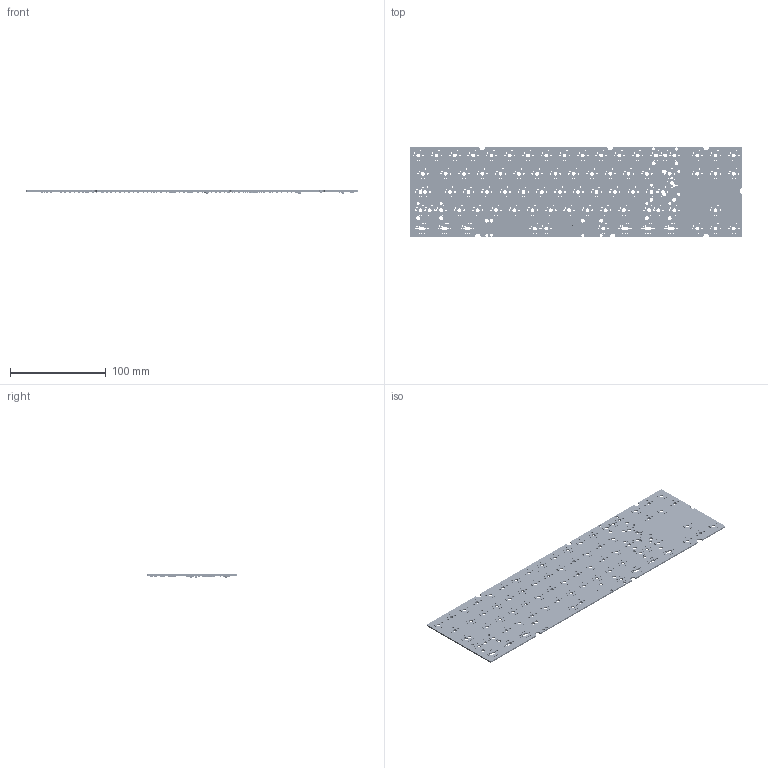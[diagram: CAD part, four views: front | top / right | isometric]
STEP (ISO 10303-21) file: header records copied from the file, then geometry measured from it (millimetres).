
FILE_DESCRIPTION(('KiCad electronic assembly'),'2;1');
FILE_NAME('cerberus.step','2024-09-25T15:00:10',('Pcbnew'),('Kicad'), 'Open CASCADE STEP processor 7.8','KiCad to STEP converter','Unknown' );
FILE_SCHEMA(('AUTOMOTIVE_DESIGN { 1 0 10303 214 1 1 1 1 }'));
Length unit declared in the file: millimetre
Products named in the file (24): cerberus 1; SW_SPDT_PCM12; Fusion_sp; SOT-23; SOT_23; C_0603_1608Metric; D_SOD-123F; D_SOD_123F; R_0603_1608Metric; SOT-23-5; SOT_23_5; LQFP-48_7x7mm_P0.5mm; LQFP_48_7x7mm_P05mm; Fuse_1206_3216Metric; SW_SPST_TL3342; 781710004; 1; CON_781710003; CON_781710003 v3; _autosave-cerberus_PCB
Assembly tree (183 placements, depth 3):
  cerberus 1
    SW_SPDT_PCM12
      Fusion_sp
    SOT-23
      SOT_23
    C_0603_1608Metric  x9
      C_0603_1608Metric
    D_SOD-123F  x76
      D_SOD_123F
    R_0603_1608Metric  x77
      R_0603_1608Metric
    SOT-23-5  x2
      SOT_23_5
    LQFP-48_7x7mm_P0.5mm
      LQFP_48_7x7mm_P05mm
    Fuse_1206_3216Metric
      Fuse_1206_3216Metric
    SW_SPST_TL3342
      SW_SPST_TL3342
    781710004
      1
    CON_781710003
      CON_781710003 v3
    _autosave-cerberus_PCB
Bounding box: 345.93 x 94.42 x 3.2 mm (x, y, z)
Volume: 49096.8 mm3; surface area: 70387.7 mm2
Topology: 172 solids, 173 shells, 6964 faces, 17830 edges, 11323 vertices
Faces by surface type: plane 4220, cylinder 1800, bspline 941, cone 2, torus 1
Full cylindrical faces by diameter (mm): 0.3 x8, 0.4 x8, 0.5 x1, 0.8 x2, 0.9 x2, 1.04 x161, 1.47 x171, 1.75 x144, 2 x1, 3.048 x12, 3.988 x84
Entity records: 101986 total; most frequent: CARTESIAN_POINT 19258, ORIENTED_EDGE 14618, DIRECTION 14583, EDGE_CURVE 7309, LINE 4979, VECTOR 4979, AXIS2_PLACEMENT_3D 4802, VERTEX_POINT 4725
